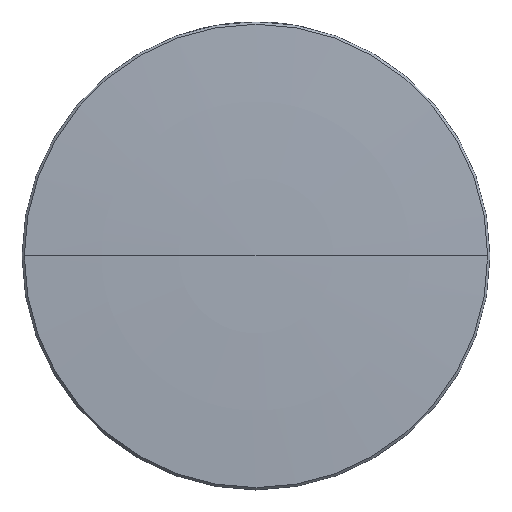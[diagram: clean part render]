
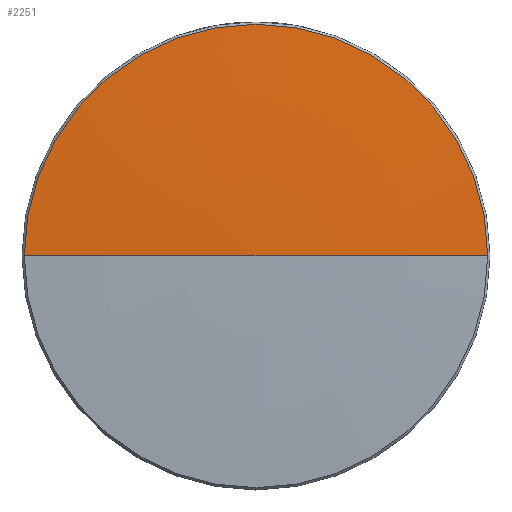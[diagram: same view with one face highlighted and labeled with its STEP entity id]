
A CAD part, top view. The second image highlights one B-rep face of the part: STEP entity #2251.
In plain terms, the highlighted toroidal (fillet/blend) face has major radius 0.03 mm and minor radius 460.08 mm.
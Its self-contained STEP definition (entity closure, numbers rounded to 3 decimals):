
#165 = CIRCLE ( 'NONE', #1068, 25.15 ) ;
#245 = DIRECTION ( 'NONE',  ( 0., 0., 1. ) ) ;
#362 = CARTESIAN_POINT ( 'NONE',  ( 1.115, 14.177, -402.723 ) ) ;
#451 = ORIENTED_EDGE ( 'NONE', *, *, #1891, .T. ) ;
#554 = AXIS2_PLACEMENT_3D ( 'NONE', #2967, #2149, #2645 ) ;
#866 = DIRECTION ( 'NONE',  ( -1., 0., 0. ) ) ;
#905 = EDGE_LOOP ( 'NONE', ( #451, #1631, #2074 ) ) ;
#1066 = CIRCLE ( 'NONE', #1714, 460.08 ) ;
#1068 = AXIS2_PLACEMENT_3D ( 'NONE', #3059, #2785, #1581 ) ;
#1139 = EDGE_CURVE ( 'NONE', #2956, #1527, #2381, .T. ) ;
#1319 = CARTESIAN_POINT ( 'NONE',  ( 1.146, 14.177, 57.357 ) ) ;
#1430 = EDGE_CURVE ( 'NONE', #1614, #1527, #1066, .T. ) ;
#1527 = VERTEX_POINT ( 'NONE', #1319 ) ;
#1581 = DIRECTION ( 'NONE',  ( -1., 0., 0. ) ) ;
#1614 = VERTEX_POINT ( 'NONE', #2089 ) ;
#1631 = ORIENTED_EDGE ( 'NONE', *, *, #1430, .T. ) ;
#1714 = AXIS2_PLACEMENT_3D ( 'NONE', #362, #2269, #866 ) ;
#1891 = EDGE_CURVE ( 'NONE', #2956, #1614, #165, .T. ) ;
#2074 = ORIENTED_EDGE ( 'NONE', *, *, #1139, .F. ) ;
#2089 = CARTESIAN_POINT ( 'NONE',  ( -24.005, 14.177, 56.671 ) ) ;
#2149 = DIRECTION ( 'NONE',  ( 0., -1., 0. ) ) ;
#2251 = ADVANCED_FACE ( 'NONE', ( #2296 ), #2644, .T. ) ;
#2269 = DIRECTION ( 'NONE',  ( 0., 1., 0. ) ) ;
#2296 = FACE_OUTER_BOUND ( 'NONE', #905, .T. ) ;
#2365 = DIRECTION ( 'NONE',  ( 1., 0., 0. ) ) ;
#2381 = CIRCLE ( 'NONE', #554, 460.08 ) ;
#2632 = AXIS2_PLACEMENT_3D ( 'NONE', #2864, #245, #2365 ) ;
#2644 = TOROIDAL_SURFACE ( 'NONE', #2632, 0.03, 460.08 ) ;
#2645 = DIRECTION ( 'NONE',  ( 0., 0., -1. ) ) ;
#2785 = DIRECTION ( 'NONE',  ( 0., 0., 1. ) ) ;
#2864 = CARTESIAN_POINT ( 'NONE',  ( 1.146, 14.177, -402.723 ) ) ;
#2956 = VERTEX_POINT ( 'NONE', #3068 ) ;
#2967 = CARTESIAN_POINT ( 'NONE',  ( 1.176, 14.177, -402.723 ) ) ;
#3059 = CARTESIAN_POINT ( 'NONE',  ( 1.146, 14.177, 56.671 ) ) ;
#3068 = CARTESIAN_POINT ( 'NONE',  ( 26.296, 14.177, 56.671 ) ) ;
